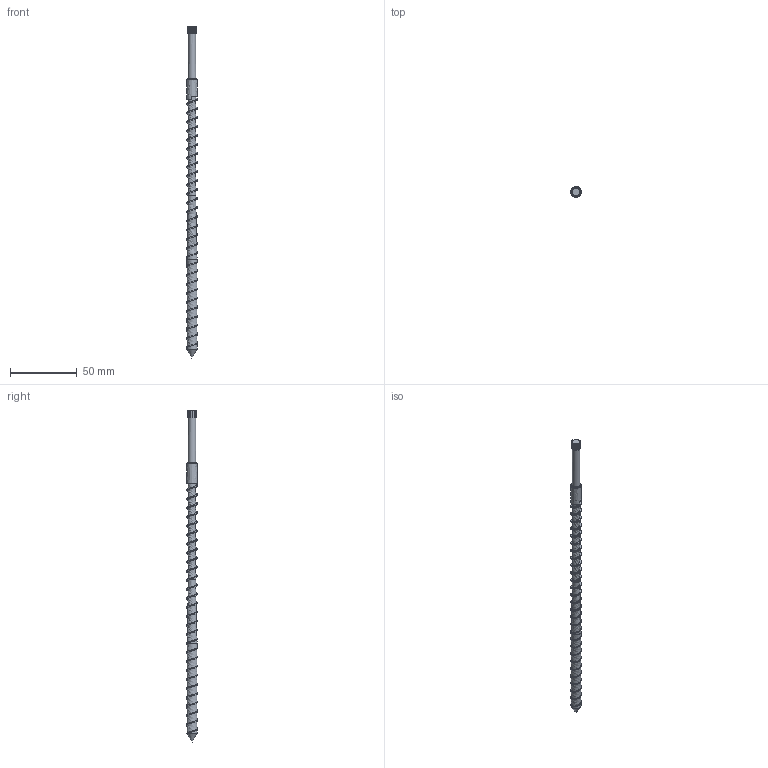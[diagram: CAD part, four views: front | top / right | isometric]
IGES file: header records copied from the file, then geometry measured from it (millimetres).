
Global section: file name: Part1; native system: Autodesk Inventor 2017; preprocessor: unknown; author: eng.yazan alhamid; date: 20180406.153557; units: inch
Bounding box: 7.91 x 7.91 x 249.51 mm (x, y, z)
Volume: 8629.7 mm3; surface area: 6196.3 mm2
Topology: 1 solids, 1 shells, 104 faces, 303 edges, 201 vertices
Faces by surface type: bspline 104
